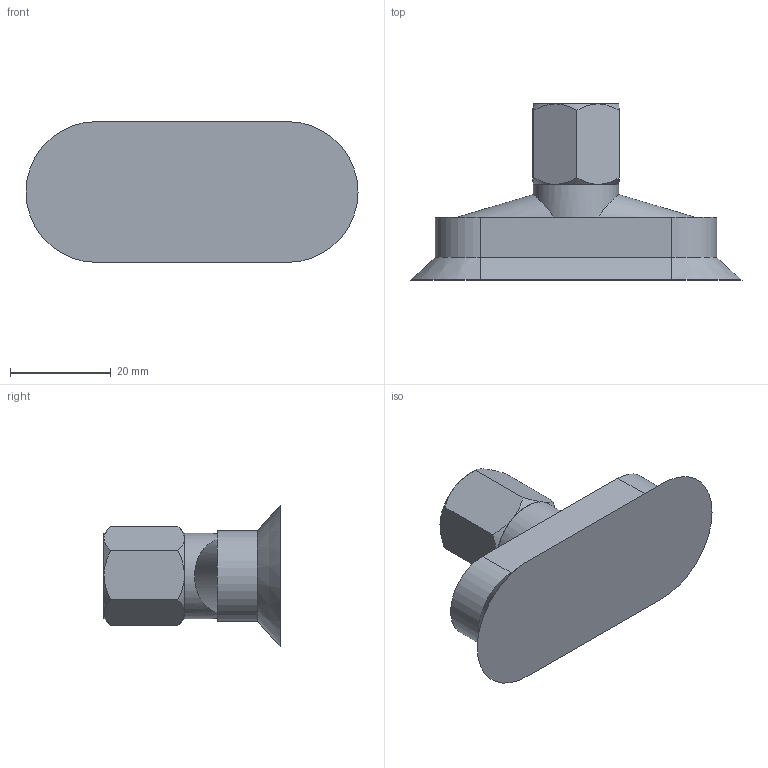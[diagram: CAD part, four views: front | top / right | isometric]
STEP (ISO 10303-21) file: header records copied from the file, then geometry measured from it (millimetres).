
FILE_DESCRIPTION(/* description */ ('','CAx-IF Rec.Pracs.---Representation and Presentation of Product Manufacturing Information (PMI)---4.0---2014-10-13'),/* implementation_level */ '2;1');
FILE_NAME(/* name */ 'vg66x28nit_rac6r1-4h.stp',/* time_stamp */ '2020-11-09T15:53:01+01:00',/* author */ ('enginyeria'),/* organization */ (''),/* preprocessor_version */ 'ST-DEVELOPER v17.2',/* originating_system */ 'Autodesk Inventor 2019',/* authorisation */ '');
FILE_SCHEMA (('AP242_MANAGED_MODEL_BASED_3D_ENGINEERING_MIM_LF { 1 0 10303 442 1 1 4 }'));
Length unit declared in the file: millimetre
Products named in the file (1): vg66x28nit_rac6r1-4h
Bounding box: 66 x 35 x 28 mm (x, y, z)
Volume: 18775.3 mm3; surface area: 7182.8 mm2
Topology: 2 solids, 2 shells, 41 faces, 91 edges, 57 vertices
Faces by surface type: plane 17, cone 17, cylinder 7
Full cylindrical faces by diameter (mm): 9 x1, 11.445 x1, 17 x1
Entity records: 1358 total; most frequent: CARTESIAN_POINT 326, DIRECTION 210, ORIENTED_EDGE 180, AXIS2_PLACEMENT_3D 92, EDGE_CURVE 90, VERTEX_POINT 57, EDGE_LOOP 45, STYLED_ITEM 43
